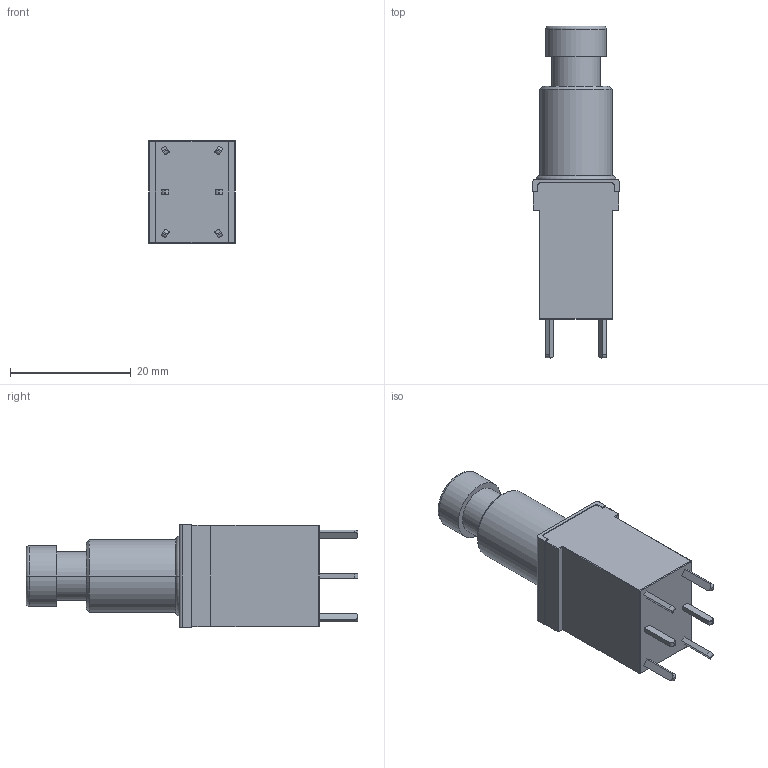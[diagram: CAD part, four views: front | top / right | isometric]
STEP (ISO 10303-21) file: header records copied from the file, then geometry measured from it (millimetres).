
FILE_DESCRIPTION((''),'2;1');
FILE_NAME('DPDT_PCI','2020-07-11T12:01:12',('Murilo'),(''),'CREO PARAMETRIC BY PTC INC, 2018500','CREO PARAMETRIC BY PTC INC, 2018500','');
FILE_SCHEMA(('CONFIG_CONTROL_DESIGN','SHAPE_APPEARANCE_LAYERS_GROUPS'));
Length unit declared in the file: millimetre
Products named in the file (1): DPDT_PCI
Bounding box: 14.36 x 55.03 x 17 mm (x, y, z)
Volume: 7348.1 mm3; surface area: 3412.7 mm2
Topology: 1 solids, 1 shells, 131 faces, 322 edges, 204 vertices
Faces by surface type: plane 69, cylinder 48, sphere 8, torus 4, cone 2
Entity records: 4870 total; most frequent: CARTESIAN_POINT 685, DIRECTION 680, ORIENTED_EDGE 644, EDGE_CURVE 322, AXIS2_PLACEMENT_3D 231, VECTOR 218, LINE 218, VERTEX_POINT 204
